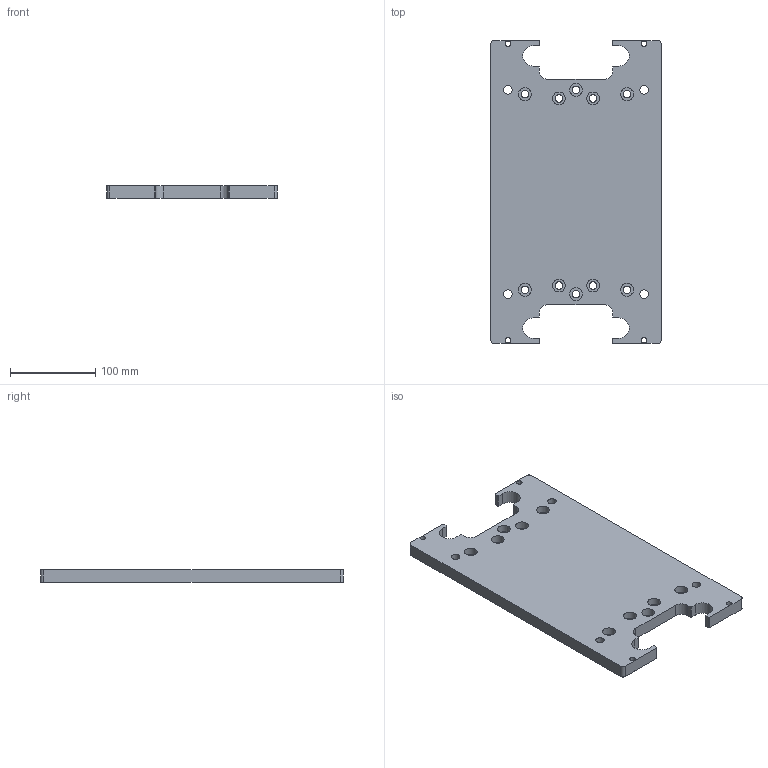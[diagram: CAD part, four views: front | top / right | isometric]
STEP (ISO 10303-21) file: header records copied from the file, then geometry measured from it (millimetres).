
FILE_DESCRIPTION((''),'2;1');
FILE_NAME('SL0502N.ipt.step','2007-09-10T15:14:01',(''),(''),'Autodesk Inventor 11','Autodesk Inventor 11','');
FILE_SCHEMA(('AUTOMOTIVE_DESIGN { 1 0 10303 214 1 1 1 1 }'));
Length unit declared in the file: millimetre
Products named in the file (1): SL0502N
Bounding box: 200 x 356 x 15 mm (x, y, z)
Volume: 900909.1 mm3; surface area: 151230.4 mm2
Topology: 1 solids, 1 shells, 88 faces, 236 edges, 160 vertices
Faces by surface type: bspline 38, plane 26, cylinder 24
Entity records: 3055 total; most frequent: CARTESIAN_POINT 947, DIRECTION 406, ORIENTED_EDGE 400, EDGE_CURVE 200, EDGE_LOOP 162, AXIS2_PLACEMENT_3D 155, VERTEX_POINT 152, CIRCLE 104
